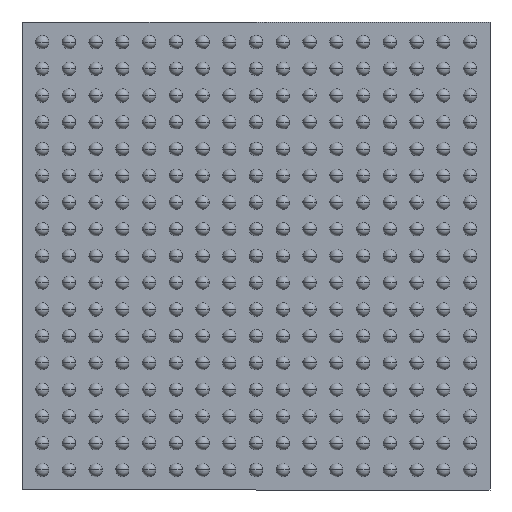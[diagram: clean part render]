
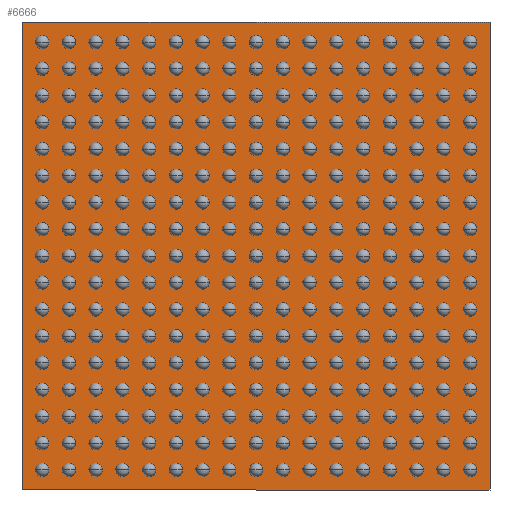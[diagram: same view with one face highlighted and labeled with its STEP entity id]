
A CAD part, front view. The second image highlights one B-rep face of the part: STEP entity #6666.
In plain terms, the highlighted planar face has unit normal (0, -1, 0).
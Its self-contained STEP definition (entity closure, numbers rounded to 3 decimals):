
#763 = CARTESIAN_POINT ( 'NONE',  ( -7., 0.27, -7. ) ) ;
#1660 = CARTESIAN_POINT ( 'NONE',  ( 0., 0.27, 0. ) ) ;
#2865 = AXIS2_PLACEMENT_3D ( 'NONE', #1660, #7038, #8965 ) ;
#4291 = ORIENTED_EDGE ( 'NONE', *, *, #9450, .T. ) ;
#4320 = VECTOR ( 'NONE', #22451, 1000. ) ;
#5724 = CARTESIAN_POINT ( 'NONE',  ( -7., 0.27, 7. ) ) ;
#5794 = VERTEX_POINT ( 'NONE', #17988 ) ;
#6236 = ORIENTED_EDGE ( 'NONE', *, *, #10304, .T. ) ;
#6421 = VECTOR ( 'NONE', #18146, 1000. ) ;
#6666 = ADVANCED_FACE ( 'NONE', ( #19835 ), #19335, .F. ) ;
#7038 = DIRECTION ( 'NONE',  ( 0., 1., 0. ) ) ;
#7700 = EDGE_LOOP ( 'NONE', ( #9035, #6236, #4291, #17489 ) ) ;
#7966 = LINE ( 'NONE', #16283, #19866 ) ;
#8132 = CARTESIAN_POINT ( 'NONE',  ( 7., 0.27, -7. ) ) ;
#8792 = EDGE_CURVE ( 'NONE', #10203, #15895, #10601, .T. ) ;
#8884 = VECTOR ( 'NONE', #19398, 1000. ) ;
#8965 = DIRECTION ( 'NONE',  ( 0., 0., 1. ) ) ;
#9035 = ORIENTED_EDGE ( 'NONE', *, *, #8792, .T. ) ;
#9450 = EDGE_CURVE ( 'NONE', #20849, #5794, #12723, .T. ) ;
#10203 = VERTEX_POINT ( 'NONE', #5724 ) ;
#10304 = EDGE_CURVE ( 'NONE', #15895, #20849, #13767, .T. ) ;
#10601 = LINE ( 'NONE', #12542, #6421 ) ;
#12542 = CARTESIAN_POINT ( 'NONE',  ( -7., 0.27, 7. ) ) ;
#12723 = LINE ( 'NONE', #19253, #8884 ) ;
#13767 = LINE ( 'NONE', #8132, #4320 ) ;
#15895 = VERTEX_POINT ( 'NONE', #763 ) ;
#16283 = CARTESIAN_POINT ( 'NONE',  ( 7., 0.27, 7. ) ) ;
#17489 = ORIENTED_EDGE ( 'NONE', *, *, #21299, .T. ) ;
#17988 = CARTESIAN_POINT ( 'NONE',  ( 7., 0.27, 7. ) ) ;
#18140 = DIRECTION ( 'NONE',  ( -1., 0., 0. ) ) ;
#18146 = DIRECTION ( 'NONE',  ( 0., 0., -1. ) ) ;
#19253 = CARTESIAN_POINT ( 'NONE',  ( 7., 0.27, 7. ) ) ;
#19335 = PLANE ( 'NONE',  #2865 ) ;
#19398 = DIRECTION ( 'NONE',  ( 0., 0., 1. ) ) ;
#19835 = FACE_OUTER_BOUND ( 'NONE', #7700, .T. ) ;
#19866 = VECTOR ( 'NONE', #18140, 1000. ) ;
#20849 = VERTEX_POINT ( 'NONE', #21954 ) ;
#21299 = EDGE_CURVE ( 'NONE', #5794, #10203, #7966, .T. ) ;
#21954 = CARTESIAN_POINT ( 'NONE',  ( 7., 0.27, -7. ) ) ;
#22451 = DIRECTION ( 'NONE',  ( 1., 0., 0. ) ) ;
